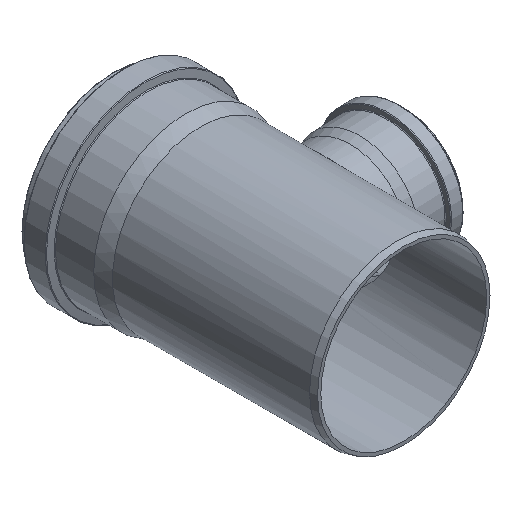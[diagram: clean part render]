
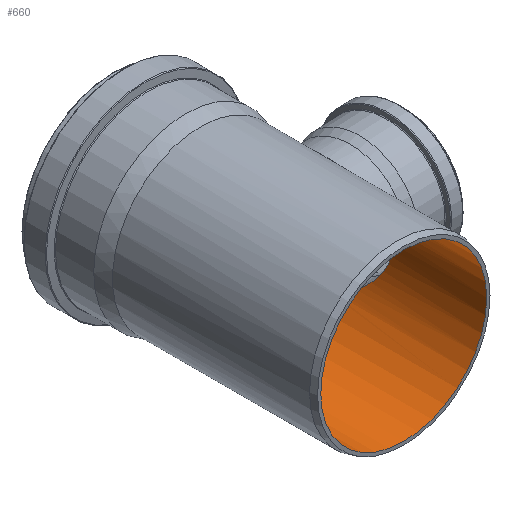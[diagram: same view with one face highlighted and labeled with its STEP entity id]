
A CAD part, isometric view. The second image highlights one B-rep face of the part: STEP entity #660.
In plain terms, the highlighted cylindrical face has radius 118.15 mm (diameter 236.3 mm), a full revolution.
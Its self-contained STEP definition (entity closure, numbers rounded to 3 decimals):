
#70=FACE_BOUND('',#304,.T.);
#71=FACE_BOUND('',#305,.T.);
#139=CIRCLE('',#748,118.15);
#140=CIRCLE('',#750,118.15);
#174=CYLINDRICAL_SURFACE('',#749,118.15);
#215=FACE_OUTER_BOUND('',#303,.T.);
#303=EDGE_LOOP('',(#574));
#304=EDGE_LOOP('',(#575));
#305=EDGE_LOOP('',(#576));
#364=B_SPLINE_CURVE_WITH_KNOTS('',3,(#1485,#1486,#1487,#1488,#1489,#1490,
#1491,#1492,#1493,#1494,#1495,#1496,#1497,#1498,#1499,#1500,#1501,#1502,
#1503,#1504,#1505,#1506,#1507,#1508,#1509,#1510,#1511,#1512,#1513,#1514,
#1515,#1516,#1517,#1518,#1519,#1520,#1521,#1522,#1523,#1524,#1525,#1526,
#1527,#1528,#1529,#1530,#1531,#1532,#1533,#1534,#1535,#1536,#1537,#1538,
#1539,#1540,#1541,#1542,#1543,#1544,#1545,#1546,#1547,#1548,#1549,#1550),
 .UNSPECIFIED.,.T.,.F.,(4,2,2,2,2,2,2,2,2,2,2,2,2,2,2,2,2,2,2,2,2,2,2,2,
2,2,2,2,2,2,2,2,4),(0.,1.516,3.031,4.547,
6.062,7.545,9.028,10.511,11.993,
13.476,14.959,16.442,17.925,19.44,
20.956,22.471,23.987,25.465,26.944,
28.423,29.902,31.382,32.863,34.344,
35.825,37.306,38.787,40.268,41.748,
43.227,44.706,46.184,47.663),
 .UNSPECIFIED.);
#374=VERTEX_POINT('',#1484);
#402=VERTEX_POINT('',#1633);
#403=VERTEX_POINT('',#1636);
#440=EDGE_CURVE('',#374,#374,#364,.T.);
#468=EDGE_CURVE('',#402,#402,#139,.T.);
#469=EDGE_CURVE('',#403,#403,#140,.T.);
#574=ORIENTED_EDGE('',*,*,#468,.T.);
#575=ORIENTED_EDGE('',*,*,#440,.F.);
#576=ORIENTED_EDGE('',*,*,#469,.F.);
#660=ADVANCED_FACE('',(#215,#70,#71),#174,.F.);
#748=AXIS2_PLACEMENT_3D('',#1634,#922,#923);
#749=AXIS2_PLACEMENT_3D('',#1635,#924,#925);
#750=AXIS2_PLACEMENT_3D('',#1637,#926,#927);
#922=DIRECTION('center_axis',(0.,-1.,0.));
#923=DIRECTION('ref_axis',(1.,0.,0.));
#924=DIRECTION('center_axis',(0.,-1.,0.));
#925=DIRECTION('ref_axis',(1.,0.,0.));
#926=DIRECTION('center_axis',(0.,-1.,0.));
#927=DIRECTION('ref_axis',(1.,0.,0.));
#1484=CARTESIAN_POINT('',(90.336,-81.698,76.15));
#1485=CARTESIAN_POINT('Ctrl Pts',(90.336,-81.698,76.15));
#1486=CARTESIAN_POINT('Ctrl Pts',(90.336,-76.647,76.15));
#1487=CARTESIAN_POINT('Ctrl Pts',(90.772,-71.508,75.642));
#1488=CARTESIAN_POINT('Ctrl Pts',(92.43,-61.41,73.606));
#1489=CARTESIAN_POINT('Ctrl Pts',(93.648,-56.451,72.079));
#1490=CARTESIAN_POINT('Ctrl Pts',(96.56,-47.002,68.129));
#1491=CARTESIAN_POINT('Ctrl Pts',(98.252,-42.504,65.702));
#1492=CARTESIAN_POINT('Ctrl Pts',(101.75,-34.188,60.143));
#1493=CARTESIAN_POINT('Ctrl Pts',(103.553,-30.37,57.01));
#1494=CARTESIAN_POINT('Ctrl Pts',(106.919,-23.66,50.411));
#1495=CARTESIAN_POINT('Ctrl Pts',(108.611,-20.504,46.712));
#1496=CARTESIAN_POINT('Ctrl Pts',(111.753,-14.873,38.594));
#1497=CARTESIAN_POINT('Ctrl Pts',(113.202,-12.397,34.175));
#1498=CARTESIAN_POINT('Ctrl Pts',(115.604,-8.373,24.864));
#1499=CARTESIAN_POINT('Ctrl Pts',(116.56,-6.821,19.962));
#1500=CARTESIAN_POINT('Ctrl Pts',(117.833,-4.765,10.002));
#1501=CARTESIAN_POINT('Ctrl Pts',(118.15,-4.262,4.943));
#1502=CARTESIAN_POINT('Ctrl Pts',(118.15,-4.262,-4.943));
#1503=CARTESIAN_POINT('Ctrl Pts',(117.833,-4.765,-10.002));
#1504=CARTESIAN_POINT('Ctrl Pts',(116.56,-6.821,-19.962));
#1505=CARTESIAN_POINT('Ctrl Pts',(115.604,-8.373,-24.864));
#1506=CARTESIAN_POINT('Ctrl Pts',(113.202,-12.397,-34.175));
#1507=CARTESIAN_POINT('Ctrl Pts',(111.753,-14.873,-38.594));
#1508=CARTESIAN_POINT('Ctrl Pts',(108.611,-20.504,-46.712));
#1509=CARTESIAN_POINT('Ctrl Pts',(106.919,-23.66,-50.411));
#1510=CARTESIAN_POINT('Ctrl Pts',(103.553,-30.37,-57.01));
#1511=CARTESIAN_POINT('Ctrl Pts',(101.75,-34.188,-60.143));
#1512=CARTESIAN_POINT('Ctrl Pts',(98.252,-42.504,-65.702));
#1513=CARTESIAN_POINT('Ctrl Pts',(96.56,-47.002,-68.129));
#1514=CARTESIAN_POINT('Ctrl Pts',(93.648,-56.451,-72.079));
#1515=CARTESIAN_POINT('Ctrl Pts',(92.43,-61.41,-73.606));
#1516=CARTESIAN_POINT('Ctrl Pts',(90.772,-71.508,-75.642));
#1517=CARTESIAN_POINT('Ctrl Pts',(90.336,-76.647,-76.15));
#1518=CARTESIAN_POINT('Ctrl Pts',(90.336,-86.627,-76.15));
#1519=CARTESIAN_POINT('Ctrl Pts',(90.752,-91.648,-75.665));
#1520=CARTESIAN_POINT('Ctrl Pts',(92.366,-101.499,-73.685));
#1521=CARTESIAN_POINT('Ctrl Pts',(93.561,-106.331,-72.192));
#1522=CARTESIAN_POINT('Ctrl Pts',(96.436,-115.507,-68.303));
#1523=CARTESIAN_POINT('Ctrl Pts',(98.115,-119.861,-65.905));
#1524=CARTESIAN_POINT('Ctrl Pts',(101.594,-127.883,-60.403));
#1525=CARTESIAN_POINT('Ctrl Pts',(103.392,-131.55,-57.299));
#1526=CARTESIAN_POINT('Ctrl Pts',(106.785,-138.048,-50.697));
#1527=CARTESIAN_POINT('Ctrl Pts',(108.508,-141.118,-46.954));
#1528=CARTESIAN_POINT('Ctrl Pts',(111.7,-146.567,-38.753));
#1529=CARTESIAN_POINT('Ctrl Pts',(113.167,-148.947,-34.294));
#1530=CARTESIAN_POINT('Ctrl Pts',(115.594,-152.802,-24.918));
#1531=CARTESIAN_POINT('Ctrl Pts',(116.555,-154.28,-19.99));
#1532=CARTESIAN_POINT('Ctrl Pts',(117.834,-156.232,-10.));
#1533=CARTESIAN_POINT('Ctrl Pts',(118.15,-156.707,-4.936));
#1534=CARTESIAN_POINT('Ctrl Pts',(118.15,-156.707,4.936));
#1535=CARTESIAN_POINT('Ctrl Pts',(117.834,-156.232,10.));
#1536=CARTESIAN_POINT('Ctrl Pts',(116.555,-154.28,19.99));
#1537=CARTESIAN_POINT('Ctrl Pts',(115.594,-152.802,24.918));
#1538=CARTESIAN_POINT('Ctrl Pts',(113.167,-148.947,34.294));
#1539=CARTESIAN_POINT('Ctrl Pts',(111.7,-146.567,38.753));
#1540=CARTESIAN_POINT('Ctrl Pts',(108.508,-141.118,46.954));
#1541=CARTESIAN_POINT('Ctrl Pts',(106.785,-138.048,50.697));
#1542=CARTESIAN_POINT('Ctrl Pts',(103.392,-131.55,57.299));
#1543=CARTESIAN_POINT('Ctrl Pts',(101.594,-127.883,60.403));
#1544=CARTESIAN_POINT('Ctrl Pts',(98.115,-119.861,65.905));
#1545=CARTESIAN_POINT('Ctrl Pts',(96.436,-115.507,68.303));
#1546=CARTESIAN_POINT('Ctrl Pts',(93.561,-106.331,72.192));
#1547=CARTESIAN_POINT('Ctrl Pts',(92.366,-101.499,73.685));
#1548=CARTESIAN_POINT('Ctrl Pts',(90.752,-91.648,75.665));
#1549=CARTESIAN_POINT('Ctrl Pts',(90.336,-86.627,76.15));
#1550=CARTESIAN_POINT('Ctrl Pts',(90.336,-81.698,76.15));
#1633=CARTESIAN_POINT('',(118.15,-289.643,0.));
#1634=CARTESIAN_POINT('Origin',(0.,-289.643,0.));
#1635=CARTESIAN_POINT('Origin',(0.,-144.821,0.));
#1636=CARTESIAN_POINT('',(118.15,0.,0.));
#1637=CARTESIAN_POINT('Origin',(0.,0.,0.));
